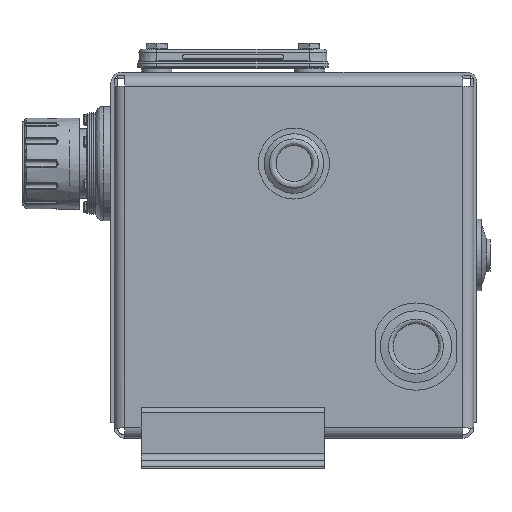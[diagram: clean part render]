
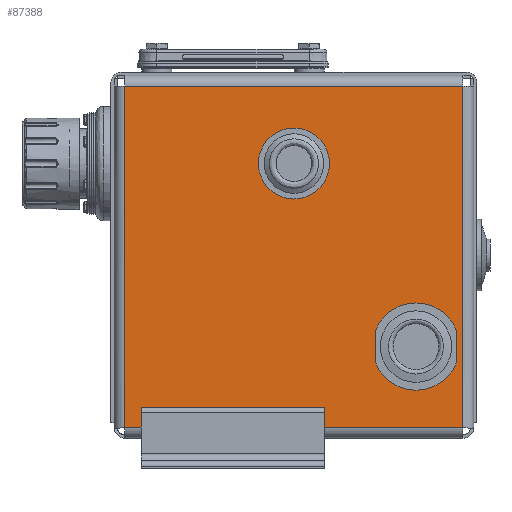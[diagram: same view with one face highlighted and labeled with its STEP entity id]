
A CAD part, left-side view. The second image highlights one B-rep face of the part: STEP entity #87388.
In plain terms, the highlighted planar face has unit normal (-1, 0, 0).
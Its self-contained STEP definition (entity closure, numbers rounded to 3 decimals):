
#70 = EDGE_LOOP ( 'NONE', ( #46866 ) ) ;
#698 = EDGE_LOOP ( 'NONE', ( #37971, #81936, #35694, #72723 ) ) ;
#2203 = CARTESIAN_POINT ( 'NONE',  ( -37.44, -119.829, 293.136 ) ) ;
#4586 = VECTOR ( 'NONE', #52952, 1000. ) ;
#5239 = DIRECTION ( 'NONE',  ( 1., 0., 0. ) ) ;
#5619 = CARTESIAN_POINT ( 'NONE',  ( -37.44, -260.566, 293.136 ) ) ;
#7678 = VERTEX_POINT ( 'NONE', #72111 ) ;
#9796 = AXIS2_PLACEMENT_3D ( 'NONE', #35280, #55358, #27889 ) ;
#11117 = CARTESIAN_POINT ( 'NONE',  ( -37.44, -221.429, 98.425 ) ) ;
#14601 = CARTESIAN_POINT ( 'NONE',  ( -37.44, 20.907, 151.072 ) ) ;
#16086 = CARTESIAN_POINT ( 'NONE',  ( -37.44, -221.429, 76.2 ) ) ;
#17770 = LINE ( 'NONE', #14601, #87816 ) ;
#18792 = VERTEX_POINT ( 'NONE', #69655 ) ;
#19185 = CIRCLE ( 'NONE', #19861, 17.653 ) ;
#19861 = AXIS2_PLACEMENT_3D ( 'NONE', #52876, #5239, #32817 ) ;
#20399 = LINE ( 'NONE', #5619, #4586 ) ;
#24508 = EDGE_CURVE ( 'NONE', #77705, #77705, #25759, .T. ) ;
#24526 = EDGE_LOOP ( 'NONE', ( #57743 ) ) ;
#25759 = CIRCLE ( 'NONE', #51138, 22.225 ) ;
#26258 = VECTOR ( 'NONE', #50146, 1000. ) ;
#26989 = EDGE_CURVE ( 'NONE', #54516, #7678, #73900, .T. ) ;
#27889 = DIRECTION ( 'NONE',  ( 0., 0., -1. ) ) ;
#28693 = CARTESIAN_POINT ( 'NONE',  ( -37.44, -119.829, 9.007 ) ) ;
#32023 = FACE_BOUND ( 'NONE', #24526, .T. ) ;
#32817 = DIRECTION ( 'NONE',  ( 0., 0., 1. ) ) ;
#35280 = CARTESIAN_POINT ( 'NONE',  ( -37.44, -119.829, 151.072 ) ) ;
#35694 = ORIENTED_EDGE ( 'NONE', *, *, #37466, .F. ) ;
#36882 = DIRECTION ( 'NONE',  ( 1., 0., 0. ) ) ;
#37466 = EDGE_CURVE ( 'NONE', #71923, #18792, #58331, .T. ) ;
#37971 = ORIENTED_EDGE ( 'NONE', *, *, #26989, .F. ) ;
#39190 = EDGE_CURVE ( 'NONE', #18792, #54516, #17770, .T. ) ;
#41275 = CARTESIAN_POINT ( 'NONE',  ( -37.44, -260.566, 9.007 ) ) ;
#41501 = FACE_OUTER_BOUND ( 'NONE', #698, .T. ) ;
#41511 = EDGE_CURVE ( 'NONE', #46925, #46925, #19185, .T. ) ;
#42497 = FACE_BOUND ( 'NONE', #70, .T. ) ;
#46866 = ORIENTED_EDGE ( 'NONE', *, *, #24508, .T. ) ;
#46925 = VERTEX_POINT ( 'NONE', #52883 ) ;
#48567 = PLANE ( 'NONE',  #9796 ) ;
#50146 = DIRECTION ( 'NONE',  ( 0., -1., 0. ) ) ;
#51138 = AXIS2_PLACEMENT_3D ( 'NONE', #16086, #36882, #62912 ) ;
#52876 = CARTESIAN_POINT ( 'NONE',  ( -37.44, -119.829, 228.6 ) ) ;
#52883 = CARTESIAN_POINT ( 'NONE',  ( -37.44, -119.829, 246.253 ) ) ;
#52952 = DIRECTION ( 'NONE',  ( 0., 0., -1. ) ) ;
#54516 = VERTEX_POINT ( 'NONE', #71937 ) ;
#55358 = DIRECTION ( 'NONE',  ( 1., 0., 0. ) ) ;
#57506 = EDGE_CURVE ( 'NONE', #7678, #71923, #20399, .T. ) ;
#57743 = ORIENTED_EDGE ( 'NONE', *, *, #41511, .T. ) ;
#58331 = LINE ( 'NONE', #28693, #65774 ) ;
#62406 = DIRECTION ( 'NONE',  ( 0., 1., 0. ) ) ;
#62912 = DIRECTION ( 'NONE',  ( 0., 0., 1. ) ) ;
#65774 = VECTOR ( 'NONE', #62406, 1000. ) ;
#69655 = CARTESIAN_POINT ( 'NONE',  ( -37.44, 20.907, 9.007 ) ) ;
#71923 = VERTEX_POINT ( 'NONE', #41275 ) ;
#71937 = CARTESIAN_POINT ( 'NONE',  ( -37.44, 20.907, 293.136 ) ) ;
#72111 = CARTESIAN_POINT ( 'NONE',  ( -37.44, -260.566, 293.136 ) ) ;
#72723 = ORIENTED_EDGE ( 'NONE', *, *, #57506, .F. ) ;
#73900 = LINE ( 'NONE', #2203, #26258 ) ;
#76763 = DIRECTION ( 'NONE',  ( 0., 0., 1. ) ) ;
#77705 = VERTEX_POINT ( 'NONE', #11117 ) ;
#81936 = ORIENTED_EDGE ( 'NONE', *, *, #39190, .F. ) ;
#87388 = ADVANCED_FACE ( 'NONE', ( #42497, #32023, #41501 ), #48567, .F. ) ;
#87816 = VECTOR ( 'NONE', #76763, 1000. ) ;
